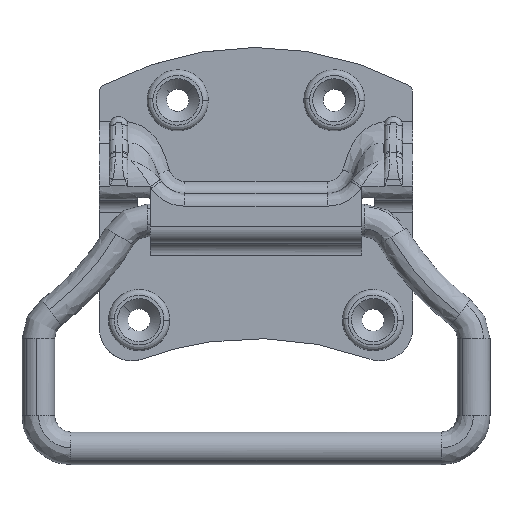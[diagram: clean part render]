
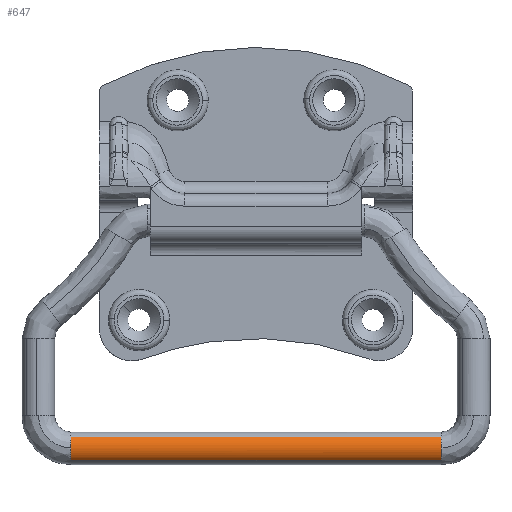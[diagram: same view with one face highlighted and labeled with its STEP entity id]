
A CAD part, front view. The second image highlights one B-rep face of the part: STEP entity #647.
In plain terms, the highlighted free-form (B-spline) face has degree [2, 1] with [3, 2] control points.
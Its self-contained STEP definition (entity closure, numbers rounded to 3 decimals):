
#475=CARTESIAN_POINT('',(-45.5,-2.901,-53.247));
#476=VERTEX_POINT('',#475);
#488=CARTESIAN_POINT('',(45.5,-2.901,-53.247));
#489=VERTEX_POINT('',#488);
#490=CARTESIAN_POINT('',(45.5,-2.901,-53.247));
#491=CARTESIAN_POINT('',(-45.5,-2.901,-53.247));
#492=QUASI_UNIFORM_CURVE('',1,(#490,#491),.UNSPECIFIED.,.F.,.U.);
#493=EDGE_CURVE('',#489,#476,#492,.T.);
#534=CARTESIAN_POINT('',(45.5,-2.753,-58.902));
#535=VERTEX_POINT('',#534);
#544=CARTESIAN_POINT('',(-45.5,-2.753,-58.902));
#545=VERTEX_POINT('',#544);
#546=CARTESIAN_POINT('',(45.5,-2.753,-58.902));
#547=CARTESIAN_POINT('',(-45.5,-2.753,-58.902));
#548=QUASI_UNIFORM_CURVE('',1,(#546,#547),.UNSPECIFIED.,.F.,.U.);
#549=EDGE_CURVE('',#535,#545,#548,.T.);
#591=CARTESIAN_POINT('',(47.775,-2.753,-58.902));
#592=CARTESIAN_POINT('',(47.775,-5.655,-56.148));
#593=CARTESIAN_POINT('',(47.775,-2.901,-53.247));
#594=CARTESIAN_POINT('',(-47.832,-2.753,-58.902));
#595=CARTESIAN_POINT('',(-47.832,-5.655,-56.148));
#596=CARTESIAN_POINT('',(-47.832,-2.901,-53.247));
#604=(BOUNDED_SURFACE()B_SPLINE_SURFACE(2,1,((#591,#594),(#592,#595),(#593,#596)),.UNSPECIFIED.,.F.,.F.,.U.)B_SPLINE_SURFACE_WITH_KNOTS((3,3),(2,2),(0.0,6.627),(0.0,95.607),.UNSPECIFIED.)GEOMETRIC_REPRESENTATION_ITEM()RATIONAL_B_SPLINE_SURFACE(((1.0,1.0),(0.707,0.707),(1.0,1.0)))REPRESENTATION_ITEM('')SURFACE());
#605=CARTESIAN_POINT('',(-45.5,-3.999,-55.9));
#606=VERTEX_POINT('',#605);
#607=CARTESIAN_POINT('',(-45.5,-3.999,-55.9));
#608=CARTESIAN_POINT('',(-45.5,-3.986,-55.38));
#609=CARTESIAN_POINT('',(-45.5,-3.767,-54.406));
#610=CARTESIAN_POINT('',(-45.5,-3.218,-53.579));
#611=CARTESIAN_POINT('',(-45.5,-2.901,-53.247));
#612=B_SPLINE_CURVE_WITH_KNOTS('',3,(#607,#608,#609,#610,#611),.UNSPECIFIED.,.F.,.U.,(4,1,4),(0.,1.56,2.936),.UNSPECIFIED.);
#613=EDGE_CURVE('',#606,#476,#612,.T.);
#614=ORIENTED_EDGE('',*,*,#613,.F.);
#615=CARTESIAN_POINT('',(-45.5,-2.753,-58.902));
#616=CARTESIAN_POINT('',(-45.5,-3.133,-58.542));
#617=CARTESIAN_POINT('',(-45.5,-3.604,-57.874));
#618=CARTESIAN_POINT('',(-45.5,-3.951,-56.807));
#619=CARTESIAN_POINT('',(-45.5,-4.007,-56.213));
#620=CARTESIAN_POINT('',(-45.5,-3.999,-55.9));
#621=B_SPLINE_CURVE_WITH_KNOTS('',3,(#615,#616,#617,#618,#619,#620),.UNSPECIFIED.,.F.,.U.,(4,1,1,4),(0.,1.569,2.406,3.347),.UNSPECIFIED.);
#622=EDGE_CURVE('',#545,#606,#621,.T.);
#623=ORIENTED_EDGE('',*,*,#622,.F.);
#624=ORIENTED_EDGE('',*,*,#549,.F.);
#625=CARTESIAN_POINT('',(45.5,-3.999,-55.9));
#626=VERTEX_POINT('',#625);
#627=CARTESIAN_POINT('',(45.5,-2.753,-58.902));
#628=CARTESIAN_POINT('',(45.5,-2.981,-58.686));
#629=CARTESIAN_POINT('',(45.5,-3.363,-58.227));
#630=CARTESIAN_POINT('',(45.5,-3.872,-57.228));
#631=CARTESIAN_POINT('',(45.5,-4.012,-56.422));
#632=CARTESIAN_POINT('',(45.5,-3.999,-55.9));
#633=B_SPLINE_CURVE_WITH_KNOTS('',3,(#627,#628,#629,#630,#631,#632),.UNSPECIFIED.,.F.,.U.,(4,1,1,4),(0.,0.941,1.778,3.347),.UNSPECIFIED.);
#634=EDGE_CURVE('',#535,#626,#633,.T.);
#635=ORIENTED_EDGE('',*,*,#634,.T.);
#636=CARTESIAN_POINT('',(45.5,-3.999,-55.9));
#637=CARTESIAN_POINT('',(45.5,-3.988,-55.441));
#638=CARTESIAN_POINT('',(45.5,-3.792,-54.467));
#639=CARTESIAN_POINT('',(45.5,-3.26,-53.623));
#640=CARTESIAN_POINT('',(45.5,-2.901,-53.247));
#641=B_SPLINE_CURVE_WITH_KNOTS('',3,(#636,#637,#638,#639,#640),.UNSPECIFIED.,.F.,.U.,(4,1,4),(0.,1.376,2.936),.UNSPECIFIED.);
#642=EDGE_CURVE('',#626,#489,#641,.T.);
#643=ORIENTED_EDGE('',*,*,#642,.T.);
#644=ORIENTED_EDGE('',*,*,#493,.T.);
#645=EDGE_LOOP('',(#614,#623,#624,#635,#643,#644));
#646=FACE_OUTER_BOUND('',#645,.T.);
#647=ADVANCED_FACE('',(#646),#604,.T.);
